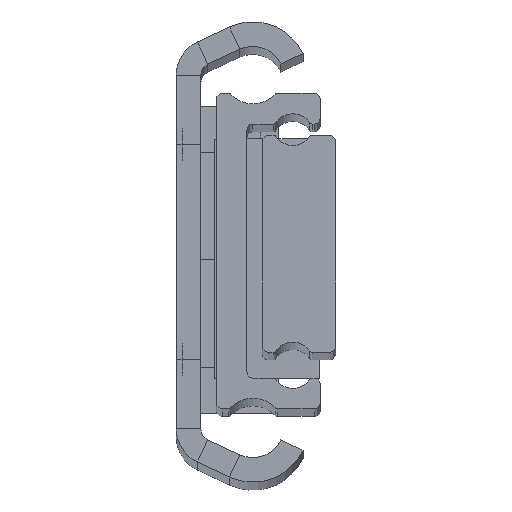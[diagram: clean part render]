
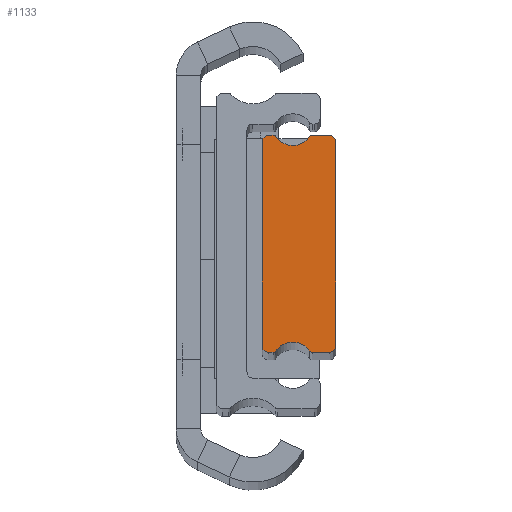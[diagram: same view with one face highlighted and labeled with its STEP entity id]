
A CAD part, top view. The second image highlights one B-rep face of the part: STEP entity #1133.
In plain terms, the highlighted planar face has unit normal (0, 0, 1).
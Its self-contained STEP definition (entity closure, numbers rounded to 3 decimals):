
#31 = CIRCLE ( 'NONE', #4446, 1. ) ;
#75 = CIRCLE ( 'NONE', #3046, 0.5 ) ;
#127 = CARTESIAN_POINT ( 'NONE',  ( -1., -17.688, 0. ) ) ;
#129 = DIRECTION ( 'NONE',  ( 0., 0., 1. ) ) ;
#167 = VECTOR ( 'NONE', #2736, 1000. ) ;
#302 = VERTEX_POINT ( 'NONE', #2904 ) ;
#390 = FACE_OUTER_BOUND ( 'NONE', #1580, .T. ) ;
#428 = AXIS2_PLACEMENT_3D ( 'NONE', #876, #484, #2105 ) ;
#449 = DIRECTION ( 'NONE',  ( 0., 0., 1. ) ) ;
#475 = EDGE_CURVE ( 'NONE', #1970, #1443, #75, .T. ) ;
#484 = DIRECTION ( 'NONE',  ( 0., 0., 1. ) ) ;
#509 = CIRCLE ( 'NONE', #2220, 1. ) ;
#518 = VERTEX_POINT ( 'NONE', #2369 ) ;
#606 = CIRCLE ( 'NONE', #1709, 1. ) ;
#648 = EDGE_CURVE ( 'NONE', #4975, #1354, #1942, .T. ) ;
#666 = VECTOR ( 'NONE', #3786, 1000. ) ;
#675 = CARTESIAN_POINT ( 'NONE',  ( -12., 16.688, 0. ) ) ;
#876 = CARTESIAN_POINT ( 'NONE',  ( -1., 16.688, 0. ) ) ;
#882 = CARTESIAN_POINT ( 'NONE',  ( 0., -16.688, 0. ) ) ;
#926 = AXIS2_PLACEMENT_3D ( 'NONE', #3773, #1333, #3378 ) ;
#928 = EDGE_CURVE ( 'NONE', #1123, #4656, #3901, .T. ) ;
#946 = DIRECTION ( 'NONE',  ( 1., 0., 0. ) ) ;
#1038 = ORIENTED_EDGE ( 'NONE', *, *, #4702, .T. ) ;
#1043 = CARTESIAN_POINT ( 'NONE',  ( -3.797, -17.688, 0. ) ) ;
#1072 = DIRECTION ( 'NONE',  ( 0., 0., -1. ) ) ;
#1123 = VERTEX_POINT ( 'NONE', #5232 ) ;
#1133 = ADVANCED_FACE ( 'NONE', ( #390 ), #3666, .T. ) ;
#1202 = EDGE_CURVE ( 'NONE', #4946, #518, #3448, .T. ) ;
#1205 = DIRECTION ( 'NONE',  ( 1., 0., 0. ) ) ;
#1214 = CARTESIAN_POINT ( 'NONE',  ( -9.792, 17.473, 0. ) ) ;
#1222 = DIRECTION ( 'NONE',  ( 1., 0., 0. ) ) ;
#1280 = CIRCLE ( 'NONE', #4452, 3.4 ) ;
#1288 = VECTOR ( 'NONE', #1441, 1000. ) ;
#1291 = CARTESIAN_POINT ( 'NONE',  ( -9.792, -17.473, 0. ) ) ;
#1333 = DIRECTION ( 'NONE',  ( 0., 0., 1. ) ) ;
#1354 = VERTEX_POINT ( 'NONE', #1214 ) ;
#1365 = CARTESIAN_POINT ( 'NONE',  ( -11., -17.687, 0. ) ) ;
#1382 = ORIENTED_EDGE ( 'NONE', *, *, #3984, .T. ) ;
#1441 = DIRECTION ( 'NONE',  ( -1., 0., 0. ) ) ;
#1443 = VERTEX_POINT ( 'NONE', #3497 ) ;
#1446 = CARTESIAN_POINT ( 'NONE',  ( -11., -16.687, 0. ) ) ;
#1468 = CARTESIAN_POINT ( 'NONE',  ( -12., -16.687, 0. ) ) ;
#1482 = CARTESIAN_POINT ( 'NONE',  ( -7., -19.412, 0. ) ) ;
#1544 = VECTOR ( 'NONE', #4846, 1000. ) ;
#1579 = DIRECTION ( 'NONE',  ( 1., 0., 0. ) ) ;
#1580 = EDGE_LOOP ( 'NONE', ( #2831, #3566, #2755, #2625, #5211, #1722, #3751, #1873, #1382, #2279, #4794, #4340, #4657, #3568, #4729, #1038 ) ) ;
#1596 = CARTESIAN_POINT ( 'NONE',  ( -11., 16.687, 0. ) ) ;
#1709 = AXIS2_PLACEMENT_3D ( 'NONE', #4487, #2807, #2859 ) ;
#1722 = ORIENTED_EDGE ( 'NONE', *, *, #4144, .T. ) ;
#1797 = CARTESIAN_POINT ( 'NONE',  ( -4.208, -17.473, 0. ) ) ;
#1873 = ORIENTED_EDGE ( 'NONE', *, *, #3781, .T. ) ;
#1908 = CARTESIAN_POINT ( 'NONE',  ( -3.797, 17.688, 0. ) ) ;
#1935 = EDGE_CURVE ( 'NONE', #4682, #3191, #3911, .T. ) ;
#1942 = CIRCLE ( 'NONE', #3307, 3.4 ) ;
#1958 = LINE ( 'NONE', #1043, #4271 ) ;
#1970 = VERTEX_POINT ( 'NONE', #1797 ) ;
#2024 = EDGE_CURVE ( 'NONE', #302, #4682, #4608, .T. ) ;
#2105 = DIRECTION ( 'NONE',  ( 1., 0., 0. ) ) ;
#2160 = VERTEX_POINT ( 'NONE', #4866 ) ;
#2220 = AXIS2_PLACEMENT_3D ( 'NONE', #1446, #3093, #3517 ) ;
#2222 = CARTESIAN_POINT ( 'NONE',  ( 0., -16.688, 0. ) ) ;
#2279 = ORIENTED_EDGE ( 'NONE', *, *, #1202, .T. ) ;
#2316 = CARTESIAN_POINT ( 'NONE',  ( -7., 19.412, 0. ) ) ;
#2358 = VERTEX_POINT ( 'NONE', #127 ) ;
#2369 = CARTESIAN_POINT ( 'NONE',  ( 0., 16.688, 0. ) ) ;
#2625 = ORIENTED_EDGE ( 'NONE', *, *, #2024, .T. ) ;
#2684 = CARTESIAN_POINT ( 'NONE',  ( -10.203, 17.688, 0. ) ) ;
#2736 = DIRECTION ( 'NONE',  ( 0., -1., 0. ) ) ;
#2755 = ORIENTED_EDGE ( 'NONE', *, *, #3453, .T. ) ;
#2767 = CARTESIAN_POINT ( 'NONE',  ( -10.203, -17.688, 0. ) ) ;
#2807 = DIRECTION ( 'NONE',  ( 0., 0., 1. ) ) ;
#2826 = EDGE_CURVE ( 'NONE', #518, #3196, #5102, .T. ) ;
#2831 = ORIENTED_EDGE ( 'NONE', *, *, #3717, .T. ) ;
#2840 = DIRECTION ( 'NONE',  ( 0., 0., 1. ) ) ;
#2849 = CARTESIAN_POINT ( 'NONE',  ( -1., 17.688, 0. ) ) ;
#2859 = DIRECTION ( 'NONE',  ( 1., 0., 0. ) ) ;
#2904 = CARTESIAN_POINT ( 'NONE',  ( -11., -17.687, 0. ) ) ;
#2926 = AXIS2_PLACEMENT_3D ( 'NONE', #4789, #2840, #3932 ) ;
#2953 = CARTESIAN_POINT ( 'NONE',  ( -1., 17.688, 0. ) ) ;
#3046 = AXIS2_PLACEMENT_3D ( 'NONE', #5163, #3512, #1579 ) ;
#3093 = DIRECTION ( 'NONE',  ( 0., 0., 1. ) ) ;
#3169 = VERTEX_POINT ( 'NONE', #4458 ) ;
#3183 = DIRECTION ( 'NONE',  ( 0., 0., -1. ) ) ;
#3191 = VERTEX_POINT ( 'NONE', #1291 ) ;
#3196 = VERTEX_POINT ( 'NONE', #2953 ) ;
#3297 = DIRECTION ( 'NONE',  ( 1., 0., 0. ) ) ;
#3307 = AXIS2_PLACEMENT_3D ( 'NONE', #2316, #1072, #1205 ) ;
#3373 = DIRECTION ( 'NONE',  ( 1., 0., 0. ) ) ;
#3378 = DIRECTION ( 'NONE',  ( 1., 0., 0. ) ) ;
#3448 = LINE ( 'NONE', #2222, #666 ) ;
#3453 = EDGE_CURVE ( 'NONE', #4656, #302, #509, .T. ) ;
#3497 = CARTESIAN_POINT ( 'NONE',  ( -3.797, -17.688, 0. ) ) ;
#3512 = DIRECTION ( 'NONE',  ( 0., 0., 1. ) ) ;
#3517 = DIRECTION ( 'NONE',  ( 1., 0., 0. ) ) ;
#3518 = CIRCLE ( 'NONE', #4716, 0.5 ) ;
#3566 = ORIENTED_EDGE ( 'NONE', *, *, #928, .T. ) ;
#3568 = ORIENTED_EDGE ( 'NONE', *, *, #648, .T. ) ;
#3623 = LINE ( 'NONE', #2849, #1544 ) ;
#3666 = PLANE ( 'NONE',  #4842 ) ;
#3717 = EDGE_CURVE ( 'NONE', #3169, #1123, #31, .T. ) ;
#3751 = ORIENTED_EDGE ( 'NONE', *, *, #475, .T. ) ;
#3768 = CARTESIAN_POINT ( 'NONE',  ( -11., 16.687, 0. ) ) ;
#3773 = CARTESIAN_POINT ( 'NONE',  ( -10.203, -17.188, 0. ) ) ;
#3781 = EDGE_CURVE ( 'NONE', #1443, #2358, #1958, .T. ) ;
#3786 = DIRECTION ( 'NONE',  ( 0., 1., 0. ) ) ;
#3901 = LINE ( 'NONE', #675, #167 ) ;
#3911 = CIRCLE ( 'NONE', #926, 0.5 ) ;
#3932 = DIRECTION ( 'NONE',  ( 1., 0., 0. ) ) ;
#3974 = CARTESIAN_POINT ( 'NONE',  ( -4.208, 17.473, 0. ) ) ;
#3984 = EDGE_CURVE ( 'NONE', #2358, #4946, #606, .T. ) ;
#4096 = CARTESIAN_POINT ( 'NONE',  ( -10.203, 17.188, 0. ) ) ;
#4144 = EDGE_CURVE ( 'NONE', #3191, #1970, #1280, .T. ) ;
#4271 = VECTOR ( 'NONE', #4411, 1000. ) ;
#4340 = ORIENTED_EDGE ( 'NONE', *, *, #4396, .T. ) ;
#4396 = EDGE_CURVE ( 'NONE', #3196, #4739, #3623, .T. ) ;
#4406 = DIRECTION ( 'NONE',  ( 1., 0., 0. ) ) ;
#4411 = DIRECTION ( 'NONE',  ( 1., 0., 0. ) ) ;
#4446 = AXIS2_PLACEMENT_3D ( 'NONE', #3768, #129, #3373 ) ;
#4452 = AXIS2_PLACEMENT_3D ( 'NONE', #1482, #3183, #4406 ) ;
#4458 = CARTESIAN_POINT ( 'NONE',  ( -11., 17.688, 0. ) ) ;
#4487 = CARTESIAN_POINT ( 'NONE',  ( -1., -16.688, 0. ) ) ;
#4494 = EDGE_CURVE ( 'NONE', #1354, #2160, #3518, .T. ) ;
#4547 = DIRECTION ( 'NONE',  ( 0., 0., 1. ) ) ;
#4608 = LINE ( 'NONE', #1365, #4856 ) ;
#4656 = VERTEX_POINT ( 'NONE', #1468 ) ;
#4657 = ORIENTED_EDGE ( 'NONE', *, *, #5249, .T. ) ;
#4682 = VERTEX_POINT ( 'NONE', #2767 ) ;
#4702 = EDGE_CURVE ( 'NONE', #2160, #3169, #5187, .T. ) ;
#4716 = AXIS2_PLACEMENT_3D ( 'NONE', #4096, #449, #3297 ) ;
#4729 = ORIENTED_EDGE ( 'NONE', *, *, #4494, .T. ) ;
#4739 = VERTEX_POINT ( 'NONE', #1908 ) ;
#4789 = CARTESIAN_POINT ( 'NONE',  ( -3.797, 17.188, 0. ) ) ;
#4794 = ORIENTED_EDGE ( 'NONE', *, *, #2826, .T. ) ;
#4842 = AXIS2_PLACEMENT_3D ( 'NONE', #1596, #4547, #1222 ) ;
#4846 = DIRECTION ( 'NONE',  ( -1., 0., 0. ) ) ;
#4856 = VECTOR ( 'NONE', #946, 1000. ) ;
#4866 = CARTESIAN_POINT ( 'NONE',  ( -10.203, 17.688, 0. ) ) ;
#4946 = VERTEX_POINT ( 'NONE', #882 ) ;
#4975 = VERTEX_POINT ( 'NONE', #3974 ) ;
#5102 = CIRCLE ( 'NONE', #428, 1. ) ;
#5163 = CARTESIAN_POINT ( 'NONE',  ( -3.797, -17.188, 0. ) ) ;
#5187 = LINE ( 'NONE', #2684, #1288 ) ;
#5211 = ORIENTED_EDGE ( 'NONE', *, *, #1935, .T. ) ;
#5227 = CIRCLE ( 'NONE', #2926, 0.5 ) ;
#5232 = CARTESIAN_POINT ( 'NONE',  ( -12., 16.688, 0. ) ) ;
#5249 = EDGE_CURVE ( 'NONE', #4739, #4975, #5227, .T. ) ;
